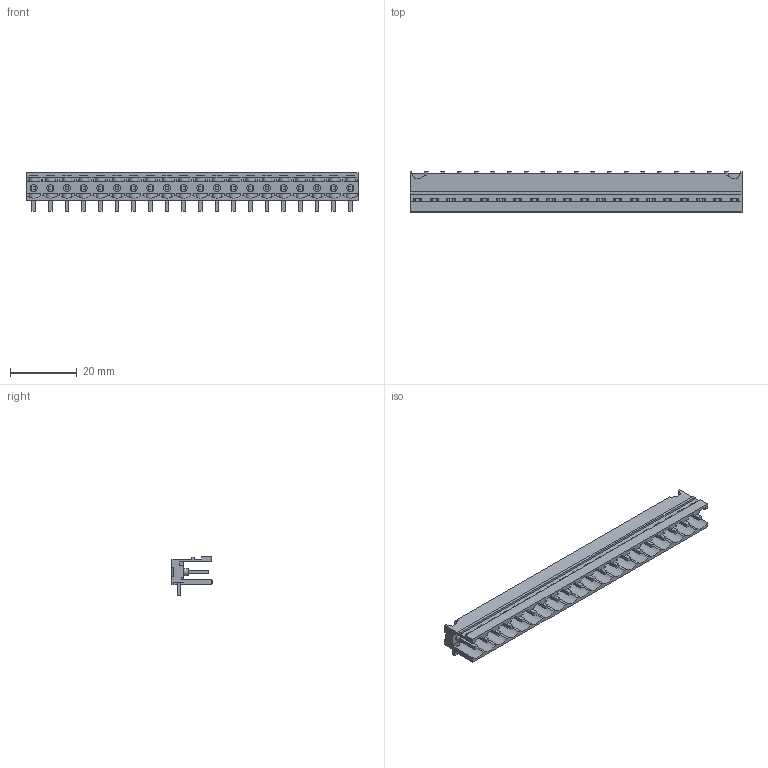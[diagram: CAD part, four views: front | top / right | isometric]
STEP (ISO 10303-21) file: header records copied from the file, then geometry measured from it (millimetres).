
FILE_DESCRIPTION(('CATIA V5 STEP Exchange','CAx-IF Rec.Pracs.--- Model Styling and Organization---1.2---2011-12-15'),'2;1');
FILE_NAME ('D1457094_0_1840070000_1840070000.stp','2018-03-08T08:07:38+00:00',('none'),('Weidmueller'),'CATIA Version 5-6 Release 2014','CATIA V5 STEP AP214','none');
FILE_SCHEMA(('AUTOMOTIVE_DESIGN { 1 0 10303 214 1 1 1 1 }'));
Length unit declared in the file: millimetre
Products named in the file (1): 1840070000
Bounding box: 99.6 x 12 x 11.63 mm (x, y, z)
Volume: 3501.5 mm3; surface area: 8739.7 mm2
Topology: 21 solids, 21 shells, 1293 faces, 3975 edges, 2684 vertices
Faces by surface type: plane 1077, cylinder 216
Entity records: 40777 total; most frequent: CARTESIAN_POINT 8108, ORIENTED_EDGE 7950, DIRECTION 5015, EDGE_CURVE 3975, VECTOR 3319, LINE 3319, VERTEX_POINT 2684, EDGE_LOOP 1333
